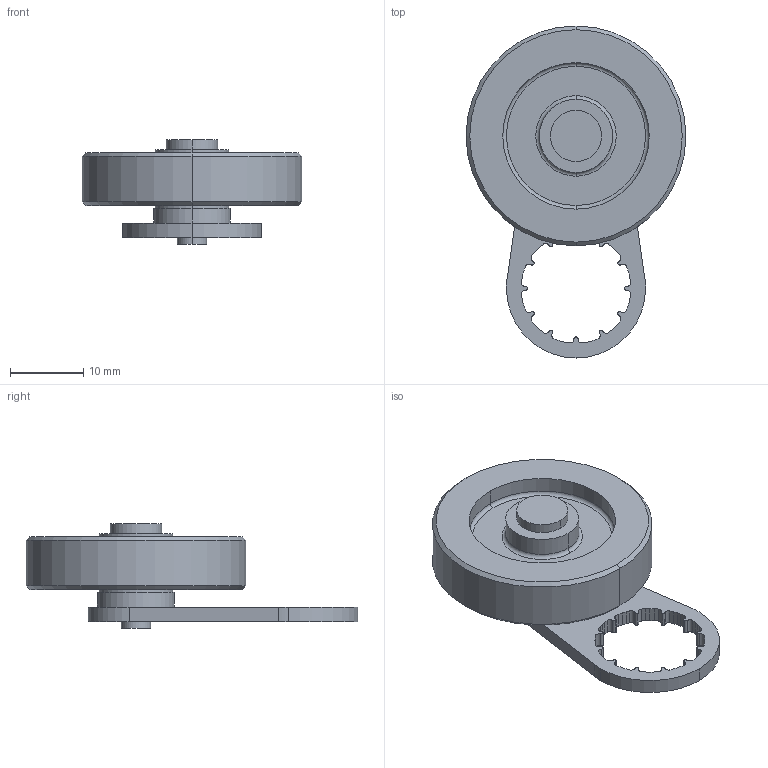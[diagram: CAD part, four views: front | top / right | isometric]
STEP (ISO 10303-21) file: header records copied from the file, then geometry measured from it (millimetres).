
FILE_DESCRIPTION(('STEP AP214'),'1');
FILE_NAME('cctmp_6D577DB1-4648-4FE6-8718-B9D4D5502DA1_2023_07_21_12_28_00_0159..stp','2023-07-21T10:28:00',('SIEMENS A&D'),('CADClick - www.CADClick.com'),'Spatial InterOp 3D postprocessed',' ','unknown authorization');
FILE_SCHEMA(('AUTOMOTIVE_DESIGN'));
Length unit declared in the file: millimetre
Products named in the file (5): cc_unnamed; 2023_07_21_12_28_00_0140; 2023_07_21_12_28_00_0136; 2023_07_21_12_28_00_0132; 2023_07_21_12_28_00_0128
Assembly tree (4 placements, depth 2):
  cc_unnamed
    2023_07_21_12_28_00_0140
    2023_07_21_12_28_00_0136
    2023_07_21_12_28_00_0132
    2023_07_21_12_28_00_0128
Bounding box: 30 x 45.3 x 14.3 mm (x, y, z)
Volume: 4883.6 mm3; surface area: 4184.5 mm2
Topology: 4 solids, 4 shells, 184 faces, 496 edges, 325 vertices
Faces by surface type: plane 90, cylinder 80, torus 8, cone 6
Entity records: 9766 total; most frequent: DIRECTION 1052, CARTESIAN_POINT 1008, STYLED_ITEM 1007, PRESENTATION_STYLE_ASSIGNMENT 1007, ORIENTED_EDGE 988, EDGE_CURVE 494, CURVE_STYLE 494, DRAUGHTING_PRE_DEFINED_CURVE_FONT 494
